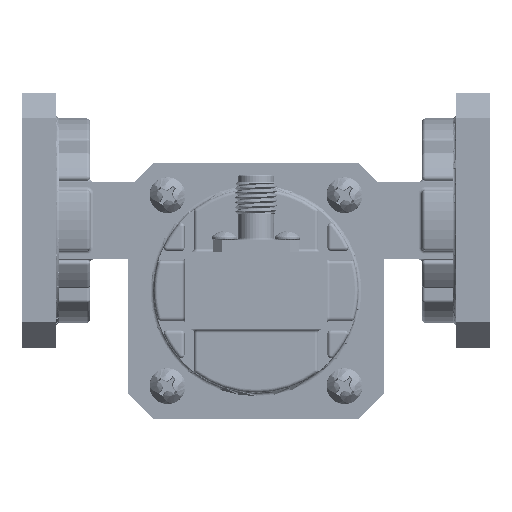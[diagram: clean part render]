
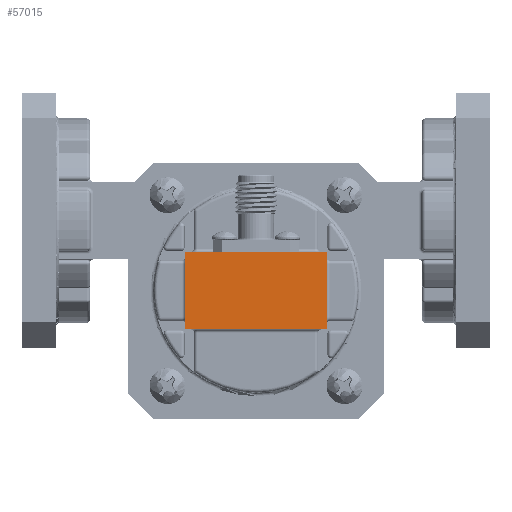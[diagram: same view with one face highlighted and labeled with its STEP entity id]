
A CAD part, top view. The second image highlights one B-rep face of the part: STEP entity #57015.
In plain terms, the highlighted face is planar.
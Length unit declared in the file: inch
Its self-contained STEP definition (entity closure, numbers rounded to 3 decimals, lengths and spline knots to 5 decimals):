
#474 = FACE_OUTER_BOUND ( 'NONE', #20623, .T. ) ;
#510 = LINE ( 'NONE', #31270, #53069 ) ;
#1405 = CARTESIAN_POINT ( 'NONE',  ( -0.415, -0.2275, -0.75 ) ) ;
#1662 = EDGE_CURVE ( 'NONE', #15960, #49181, #63905, .T. ) ;
#3514 = LINE ( 'NONE', #38744, #23128 ) ;
#4309 = CARTESIAN_POINT ( 'NONE',  ( 0.415, -0.2275, -0.75 ) ) ;
#5351 = DIRECTION ( 'NONE',  ( 1., 0., 0. ) ) ;
#5577 = CARTESIAN_POINT ( 'NONE',  ( -0.415, -0.2275, -0.75 ) ) ;
#6786 = AXIS2_PLACEMENT_3D ( 'NONE', #19514, #24803, #19074 ) ;
#10259 = CARTESIAN_POINT ( 'NONE',  ( -0.415, -0.2275, -0.75 ) ) ;
#13850 = VECTOR ( 'NONE', #5351, 39.37008 ) ;
#13876 = LINE ( 'NONE', #1405, #45127 ) ;
#15960 = VERTEX_POINT ( 'NONE', #10259 ) ;
#19074 = DIRECTION ( 'NONE',  ( 1., 0., 0. ) ) ;
#19514 = CARTESIAN_POINT ( 'NONE',  ( 0., 0., -0.75 ) ) ;
#20623 = EDGE_LOOP ( 'NONE', ( #27876, #55321, #39652, #28306 ) ) ;
#21607 = DIRECTION ( 'NONE',  ( 0., 1., 0. ) ) ;
#23128 = VECTOR ( 'NONE', #44054, 39.37008 ) ;
#24803 = DIRECTION ( 'NONE',  ( 0., 0., 1. ) ) ;
#27050 = DIRECTION ( 'NONE',  ( 0., -1., 0. ) ) ;
#27876 = ORIENTED_EDGE ( 'NONE', *, *, #1662, .F. ) ;
#28306 = ORIENTED_EDGE ( 'NONE', *, *, #56707, .F. ) ;
#31270 = CARTESIAN_POINT ( 'NONE',  ( 0.415, -0.2275, -0.75 ) ) ;
#32377 = EDGE_CURVE ( 'NONE', #33969, #15960, #13876, .T. ) ;
#33969 = VERTEX_POINT ( 'NONE', #61258 ) ;
#38744 = CARTESIAN_POINT ( 'NONE',  ( -0.415, 0.2275, -0.75 ) ) ;
#39652 = ORIENTED_EDGE ( 'NONE', *, *, #46275, .F. ) ;
#44054 = DIRECTION ( 'NONE',  ( -1., 0., 0. ) ) ;
#45127 = VECTOR ( 'NONE', #27050, 39.37008 ) ;
#45542 = CARTESIAN_POINT ( 'NONE',  ( 0.415, 0.2275, -0.75 ) ) ;
#46275 = EDGE_CURVE ( 'NONE', #64272, #33969, #3514, .T. ) ;
#49181 = VERTEX_POINT ( 'NONE', #4309 ) ;
#50850 = PLANE ( 'NONE',  #6786 ) ;
#53069 = VECTOR ( 'NONE', #21607, 39.37008 ) ;
#55321 = ORIENTED_EDGE ( 'NONE', *, *, #32377, .F. ) ;
#56707 = EDGE_CURVE ( 'NONE', #49181, #64272, #510, .T. ) ;
#57015 = ADVANCED_FACE ( 'NONE', ( #474 ), #50850, .F. ) ;
#61258 = CARTESIAN_POINT ( 'NONE',  ( -0.415, 0.2275, -0.75 ) ) ;
#63905 = LINE ( 'NONE', #5577, #13850 ) ;
#64272 = VERTEX_POINT ( 'NONE', #45542 ) ;
